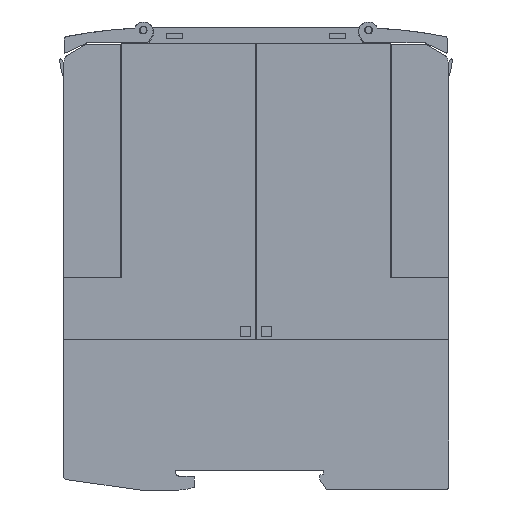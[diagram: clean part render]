
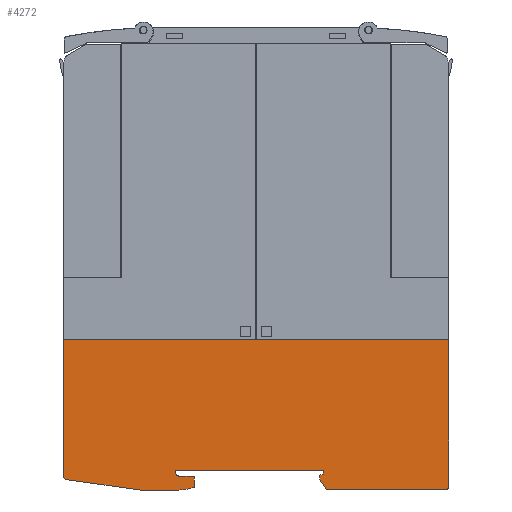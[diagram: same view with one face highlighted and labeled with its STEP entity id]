
A CAD part, left-side view. The second image highlights one B-rep face of the part: STEP entity #4272.
In plain terms, the highlighted planar face has unit normal (-1, 0, 0).
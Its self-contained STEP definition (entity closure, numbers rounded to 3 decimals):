
#4272=ADVANCED_FACE('',(#8661),#8662,.T.);
#8661=FACE_OUTER_BOUND('',#13042,.T.);
#8662=PLANE('',#13043);
#13042=EDGE_LOOP('',(#26548,#26549,#26550,#26551,#26552,#26553,#26554,#26555,#26556,#26557,#26558,#26559,#26560,#26561,#26562,#26563,#26564,#26565,#26566,#26567));
#13043=AXIS2_PLACEMENT_3D('',#26568,#26569,#26570);
#26548=ORIENTED_EDGE('',*,*,#31871,.F.);
#26549=ORIENTED_EDGE('',*,*,#31948,.F.);
#26550=ORIENTED_EDGE('',*,*,#31944,.F.);
#26551=ORIENTED_EDGE('',*,*,#31940,.F.);
#26552=ORIENTED_EDGE('',*,*,#31936,.F.);
#26553=ORIENTED_EDGE('',*,*,#31932,.F.);
#26554=ORIENTED_EDGE('',*,*,#31928,.F.);
#26555=ORIENTED_EDGE('',*,*,#31924,.F.);
#26556=ORIENTED_EDGE('',*,*,#31920,.F.);
#26557=ORIENTED_EDGE('',*,*,#31916,.F.);
#26558=ORIENTED_EDGE('',*,*,#31912,.F.);
#26559=ORIENTED_EDGE('',*,*,#31908,.F.);
#26560=ORIENTED_EDGE('',*,*,#31904,.F.);
#26561=ORIENTED_EDGE('',*,*,#31900,.F.);
#26562=ORIENTED_EDGE('',*,*,#31896,.F.);
#26563=ORIENTED_EDGE('',*,*,#31892,.F.);
#26564=ORIENTED_EDGE('',*,*,#31888,.F.);
#26565=ORIENTED_EDGE('',*,*,#31884,.F.);
#26566=ORIENTED_EDGE('',*,*,#31880,.F.);
#26567=ORIENTED_EDGE('',*,*,#31876,.F.);
#26568=CARTESIAN_POINT('',(0.05,51.037,19.348));
#26569=DIRECTION('',(-1.0,0.0,0.0));
#26570=DIRECTION('',(0.0,1.0,0.0));
#31871=EDGE_CURVE('',#39806,#39807,#39808,.T.);
#31876=EDGE_CURVE('',#39807,#39815,#39816,.T.);
#31880=EDGE_CURVE('',#39815,#39821,#39822,.T.);
#31884=EDGE_CURVE('',#39821,#39827,#39828,.T.);
#31888=EDGE_CURVE('',#39827,#39833,#39834,.T.);
#31892=EDGE_CURVE('',#39833,#39839,#39840,.T.);
#31896=EDGE_CURVE('',#39839,#39845,#39846,.T.);
#31900=EDGE_CURVE('',#39845,#39851,#39852,.T.);
#31904=EDGE_CURVE('',#39851,#39857,#39858,.T.);
#31908=EDGE_CURVE('',#39857,#39863,#39864,.T.);
#31912=EDGE_CURVE('',#39863,#39869,#39870,.T.);
#31916=EDGE_CURVE('',#39869,#39875,#39876,.T.);
#31920=EDGE_CURVE('',#39875,#39881,#39882,.T.);
#31924=EDGE_CURVE('',#39881,#39887,#39888,.T.);
#31928=EDGE_CURVE('',#39887,#39893,#39894,.T.);
#31932=EDGE_CURVE('',#39893,#39899,#39900,.T.);
#31936=EDGE_CURVE('',#39899,#39905,#39906,.T.);
#31940=EDGE_CURVE('',#39905,#39911,#39912,.T.);
#31944=EDGE_CURVE('',#39911,#39917,#39918,.T.);
#31948=EDGE_CURVE('',#39917,#39806,#39923,.T.);
#39806=VERTEX_POINT('',#52009);
#39807=VERTEX_POINT('',#52010);
#39808=CIRCLE('',#52011,10.);
#39815=VERTEX_POINT('',#52020);
#39816=LINE('',#52021,#52022);
#39821=VERTEX_POINT('',#52029);
#39822=LINE('',#52030,#52031);
#39827=VERTEX_POINT('',#52038);
#39828=CIRCLE('',#52039,1.);
#39833=VERTEX_POINT('',#52045);
#39834=LINE('',#52046,#52047);
#39839=VERTEX_POINT('',#52054);
#39840=LINE('',#52055,#52056);
#39845=VERTEX_POINT('',#52063);
#39846=LINE('',#52064,#52065);
#39851=VERTEX_POINT('',#52072);
#39852=CIRCLE('',#52073,1.);
#39857=VERTEX_POINT('',#52079);
#39858=LINE('',#52080,#52081);
#39863=VERTEX_POINT('',#52088);
#39864=LINE('',#52089,#52090);
#39869=VERTEX_POINT('',#52097);
#39870=LINE('',#52098,#52099);
#39875=VERTEX_POINT('',#52106);
#39876=LINE('',#52107,#52108);
#39881=VERTEX_POINT('',#52115);
#39882=LINE('',#52116,#52117);
#39887=VERTEX_POINT('',#52124);
#39888=LINE('',#52125,#52126);
#39893=VERTEX_POINT('',#52133);
#39894=CIRCLE('',#52134,0.3);
#39899=VERTEX_POINT('',#52140);
#39900=CIRCLE('',#52141,1.2);
#39905=VERTEX_POINT('',#52147);
#39906=LINE('',#52148,#52149);
#39911=VERTEX_POINT('',#52156);
#39912=LINE('',#52157,#52158);
#39917=VERTEX_POINT('',#52165);
#39918=LINE('',#52166,#52167);
#39923=LINE('',#52174,#52175);
#52009=CARTESIAN_POINT('',(0.05,68.755,0.256));
#52010=CARTESIAN_POINT('',(0.05,71.005,0.0));
#52011=AXIS2_PLACEMENT_3D('',#57194,#57195,#57196);
#52020=CARTESIAN_POINT('',(0.05,80.949,0.0));
#52021=CARTESIAN_POINT('',(0.05,71.005,0.0));
#52022=VECTOR('',#57202,1.0);
#52029=CARTESIAN_POINT('',(0.05,100.089,2.69));
#52030=CARTESIAN_POINT('',(0.05,80.949,0.0));
#52031=VECTOR('',#57205,1.0);
#52038=CARTESIAN_POINT('',(0.05,100.949,3.68));
#52039=AXIS2_PLACEMENT_3D('',#57208,#57209,#57210);
#52045=CARTESIAN_POINT('',(0.05,100.949,39.));
#52046=CARTESIAN_POINT('',(0.05,100.949,3.68));
#52047=VECTOR('',#57215,1.0);
#52054=CARTESIAN_POINT('',(0.05,0.949,39.));
#52055=CARTESIAN_POINT('',(0.05,100.949,39.));
#52056=VECTOR('',#57218,1.0);
#52063=CARTESIAN_POINT('',(0.05,0.949,1.));
#52064=CARTESIAN_POINT('',(0.05,0.949,39.));
#52065=VECTOR('',#57221,1.0);
#52072=CARTESIAN_POINT('',(0.05,1.949,0.));
#52073=AXIS2_PLACEMENT_3D('',#57224,#57225,#57226);
#52079=CARTESIAN_POINT('',(0.05,32.649,0.));
#52080=CARTESIAN_POINT('',(0.05,1.949,0.));
#52081=VECTOR('',#57231,1.0);
#52088=CARTESIAN_POINT('',(0.05,34.449,2.832));
#52089=CARTESIAN_POINT('',(0.05,32.649,0.));
#52090=VECTOR('',#57234,1.0);
#52097=CARTESIAN_POINT('',(0.05,34.449,3.832));
#52098=CARTESIAN_POINT('',(0.05,34.449,2.832));
#52099=VECTOR('',#57237,1.0);
#52106=CARTESIAN_POINT('',(0.05,33.449,4.1));
#52107=CARTESIAN_POINT('',(0.05,34.449,3.832));
#52108=VECTOR('',#57240,1.0);
#52115=CARTESIAN_POINT('',(0.05,33.449,5.1));
#52116=CARTESIAN_POINT('',(0.05,33.449,4.1));
#52117=VECTOR('',#57243,1.0);
#52124=CARTESIAN_POINT('',(0.05,71.649,5.1));
#52125=CARTESIAN_POINT('',(0.05,33.449,5.1));
#52126=VECTOR('',#57246,1.0);
#52133=CARTESIAN_POINT('',(0.05,71.949,4.8));
#52134=AXIS2_PLACEMENT_3D('',#57249,#57250,#57251);
#52140=CARTESIAN_POINT('',(0.05,70.749,3.6));
#52141=AXIS2_PLACEMENT_3D('',#57256,#57257,#57258);
#52147=CARTESIAN_POINT('',(0.05,67.749,3.6));
#52148=CARTESIAN_POINT('',(0.05,70.749,3.6));
#52149=VECTOR('',#57263,1.0);
#52156=CARTESIAN_POINT('',(0.05,66.949,3.4));
#52157=CARTESIAN_POINT('',(0.05,67.749,3.6));
#52158=VECTOR('',#57266,1.0);
#52165=CARTESIAN_POINT('',(0.05,66.949,0.673));
#52166=CARTESIAN_POINT('',(0.05,66.949,3.4));
#52167=VECTOR('',#57269,1.0);
#52174=CARTESIAN_POINT('',(0.05,66.949,0.673));
#52175=VECTOR('',#57272,1.0);
#57194=CARTESIAN_POINT('',(0.05,71.005,10.));
#57195=DIRECTION('',(1.0,0.0,0.0));
#57196=DIRECTION('',(0.0,0.,-1.0));
#57202=DIRECTION('',(0.0,1.0,0.0));
#57205=DIRECTION('',(0.0,0.99,0.139));
#57208=CARTESIAN_POINT('',(0.05,99.949,3.68));
#57209=DIRECTION('',(1.0,0.0,-0.0));
#57210=DIRECTION('',(0.0,1.0,0.));
#57215=DIRECTION('',(0.0,0.0,1.0));
#57218=DIRECTION('',(0.0,-1.0,0.0));
#57221=DIRECTION('',(0.0,0.0,-1.0));
#57224=CARTESIAN_POINT('',(0.05,1.949,1.));
#57225=DIRECTION('',(1.0,0.0,0.0));
#57226=DIRECTION('',(0.0,0.,-1.0));
#57231=DIRECTION('',(0.0,1.0,0.0));
#57234=DIRECTION('',(0.0,0.536,0.844));
#57237=DIRECTION('',(0.0,0.0,1.0));
#57240=DIRECTION('',(0.0,-0.966,0.259));
#57243=DIRECTION('',(0.0,0.0,1.0));
#57246=DIRECTION('',(0.0,1.0,0.0));
#57249=CARTESIAN_POINT('',(0.05,71.649,4.8));
#57250=DIRECTION('',(-1.0,0.0,0.0));
#57251=DIRECTION('',(0.0,0.,1.));
#57256=CARTESIAN_POINT('',(0.05,70.749,4.8));
#57257=DIRECTION('',(-1.0,0.0,0.0));
#57258=DIRECTION('',(0.0,1.0,0.));
#57263=DIRECTION('',(0.0,-1.0,0.0));
#57266=DIRECTION('',(0.0,-0.97,-0.243));
#57269=DIRECTION('',(0.0,0.,-1.0));
#57272=DIRECTION('',(0.0,0.974,-0.225));
